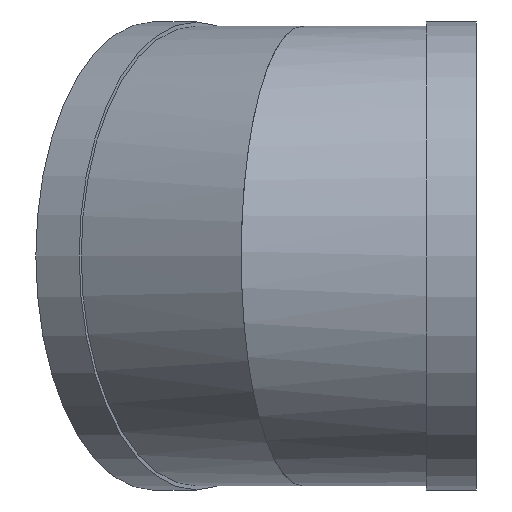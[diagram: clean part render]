
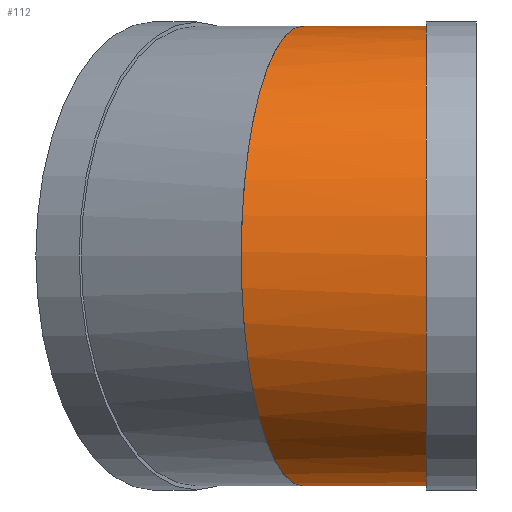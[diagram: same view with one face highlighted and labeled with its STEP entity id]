
A CAD part, left-side view. The second image highlights one B-rep face of the part: STEP entity #112.
In plain terms, the highlighted cylindrical face has radius 450 mm (diameter 900 mm), a full revolution.
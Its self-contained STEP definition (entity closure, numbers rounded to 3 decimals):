
#112 = ADVANCED_FACE( '', ( #210, #211 ), #212, .T. );
#210 = FACE_OUTER_BOUND( '', #288, .T. );
#211 = FACE_OUTER_BOUND( '', #289, .T. );
#212 = CYLINDRICAL_SURFACE( '', #290, 450. );
#288 = EDGE_LOOP( '', ( #384 ) );
#289 = EDGE_LOOP( '', ( #385 ) );
#290 = AXIS2_PLACEMENT_3D( '', #386, #387, #388 );
#384 = ORIENTED_EDGE( '', *, *, #401, .T. );
#385 = ORIENTED_EDGE( '', *, *, #420, .F. );
#386 = CARTESIAN_POINT( '', ( 0., 998., 0. ) );
#387 = DIRECTION( '', ( 0., 1., 0. ) );
#388 = DIRECTION( '', ( 0., 0., -1. ) );
#401 = EDGE_CURVE( '', #439, #439, #440, .T. );
#420 = EDGE_CURVE( '', #467, #467, #468, .T. );
#439 = VERTEX_POINT( '', #487 );
#440 = CIRCLE( '', #488, 450. );
#467 = VERTEX_POINT( '', #515 );
#468 = ELLIPSE( '', #516, 465.874, 450. );
#487 = CARTESIAN_POINT( '', ( 450., 98., 0. ) );
#488 = AXIS2_PLACEMENT_3D( '', #536, #537, #538 );
#515 = CARTESIAN_POINT( '', ( 450., 218.577, 0. ) );
#516 = AXIS2_PLACEMENT_3D( '', #563, #564, #565 );
#536 = CARTESIAN_POINT( '', ( 0., 98., 0. ) );
#537 = DIRECTION( '', ( 0., 1., 0. ) );
#538 = DIRECTION( '', ( 1., 0., 0. ) );
#563 = CARTESIAN_POINT( '', ( 0., 339.154, 0. ) );
#564 = DIRECTION( '', ( 0.259, 0.966, 0. ) );
#565 = DIRECTION( '', ( 0.966, -0.259, 0. ) );
